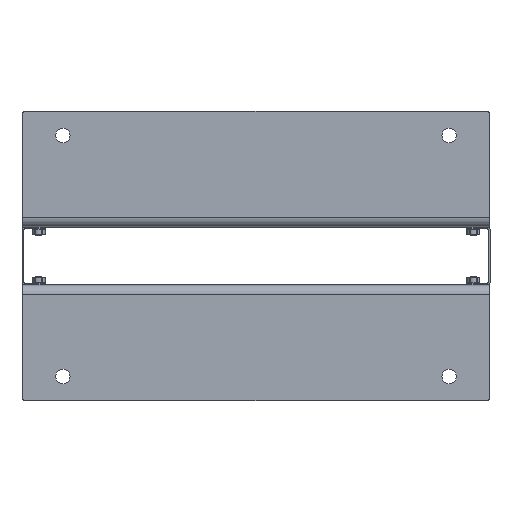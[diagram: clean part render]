
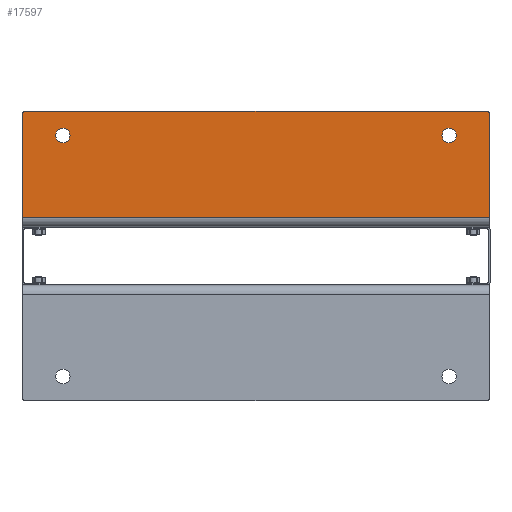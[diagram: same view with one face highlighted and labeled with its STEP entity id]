
A CAD part, front view. The second image highlights one B-rep face of the part: STEP entity #17597.
In plain terms, the highlighted planar face has unit normal (0, -1, 0).
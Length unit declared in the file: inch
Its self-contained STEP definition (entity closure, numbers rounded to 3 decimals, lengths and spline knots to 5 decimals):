
#70 = CARTESIAN_POINT ( 'NONE',  ( 10.01673, 0., 4.75 ) ) ;
#234 = VERTEX_POINT ( 'NONE', #4450 ) ;
#314 = CARTESIAN_POINT ( 'NONE',  ( 11.93799, 0., 6. ) ) ;
#458 = CARTESIAN_POINT ( 'NONE',  ( -10.01673, 0., 4.75 ) ) ;
#534 = DIRECTION ( 'NONE',  ( 0., 0., -1. ) ) ;
#547 = VERTEX_POINT ( 'NONE', #22887 ) ;
#664 = ORIENTED_EDGE ( 'NONE', *, *, #17881, .T. ) ;
#973 = CARTESIAN_POINT ( 'NONE',  ( 10.01673, 0., 4.375 ) ) ;
#1354 = PLANE ( 'NONE',  #17641 ) ;
#1647 = CARTESIAN_POINT ( 'NONE',  ( 11.93799, 0., 5.80315 ) ) ;
#2076 = AXIS2_PLACEMENT_3D ( 'NONE', #19571, #6562, #534 ) ;
#2428 = CARTESIAN_POINT ( 'NONE',  ( -12.13484, 0., 0.51181 ) ) ;
#2764 = DIRECTION ( 'NONE',  ( 0., 0., 1. ) ) ;
#3149 = VERTEX_POINT ( 'NONE', #7846 ) ;
#3348 = EDGE_CURVE ( 'NONE', #3149, #26728, #24865, .T. ) ;
#4190 = AXIS2_PLACEMENT_3D ( 'NONE', #25051, #12757, #6180 ) ;
#4221 = ORIENTED_EDGE ( 'NONE', *, *, #19741, .T. ) ;
#4450 = CARTESIAN_POINT ( 'NONE',  ( -12.13484, 0., 5.80315 ) ) ;
#4530 = DIRECTION ( 'NONE',  ( 0., 1., 0. ) ) ;
#4767 = EDGE_CURVE ( 'NONE', #234, #9084, #17274, .T. ) ;
#5012 = ORIENTED_EDGE ( 'NONE', *, *, #5072, .F. ) ;
#5072 = EDGE_CURVE ( 'NONE', #9084, #19727, #13164, .T. ) ;
#5111 = DIRECTION ( 'NONE',  ( 1., 0., 0. ) ) ;
#5303 = CARTESIAN_POINT ( 'NONE',  ( 12.13484, 0., 0.19685 ) ) ;
#5429 = DIRECTION ( 'NONE',  ( 0., 0., -1. ) ) ;
#5596 = EDGE_CURVE ( 'NONE', #16390, #9181, #17281, .T. ) ;
#5841 = CARTESIAN_POINT ( 'NONE',  ( 12.13484, 0., 0. ) ) ;
#6180 = DIRECTION ( 'NONE',  ( 0., 0., 1. ) ) ;
#6517 = DIRECTION ( 'NONE',  ( 0., 0., 1. ) ) ;
#6562 = DIRECTION ( 'NONE',  ( 0., 1., 0. ) ) ;
#6976 = CARTESIAN_POINT ( 'NONE',  ( -11.93799, 0., 6. ) ) ;
#7127 = ORIENTED_EDGE ( 'NONE', *, *, #16868, .T. ) ;
#7846 = CARTESIAN_POINT ( 'NONE',  ( 12.13484, 0., 5.80315 ) ) ;
#8080 = CARTESIAN_POINT ( 'NONE',  ( -10.01673, 0., 5.125 ) ) ;
#8435 = EDGE_LOOP ( 'NONE', ( #664, #26164 ) ) ;
#8442 = EDGE_CURVE ( 'NONE', #234, #15493, #21451, .T. ) ;
#8494 = DIRECTION ( 'NONE',  ( 0., 1., 0. ) ) ;
#8661 = CIRCLE ( 'NONE', #4190, 0.375 ) ;
#8718 = DIRECTION ( 'NONE',  ( 0., 0., -1. ) ) ;
#8786 = AXIS2_PLACEMENT_3D ( 'NONE', #13675, #17610, #2764 ) ;
#9084 = VERTEX_POINT ( 'NONE', #6976 ) ;
#9138 = DIRECTION ( 'NONE',  ( 0., 0., 1. ) ) ;
#9181 = VERTEX_POINT ( 'NONE', #21668 ) ;
#9431 = CARTESIAN_POINT ( 'NONE',  ( -12.13484, 0., 0.51181 ) ) ;
#10208 = VECTOR ( 'NONE', #8718, 39.37008 ) ;
#10503 = ORIENTED_EDGE ( 'NONE', *, *, #4767, .F. ) ;
#12038 = ORIENTED_EDGE ( 'NONE', *, *, #18707, .T. ) ;
#12732 = AXIS2_PLACEMENT_3D ( 'NONE', #70, #17162, #6517 ) ;
#12757 = DIRECTION ( 'NONE',  ( 0., 1., 0. ) ) ;
#13164 = LINE ( 'NONE', #23628, #21294 ) ;
#13421 = VERTEX_POINT ( 'NONE', #8080 ) ;
#13675 = CARTESIAN_POINT ( 'NONE',  ( 10.01673, 0., 4.75 ) ) ;
#13686 = CARTESIAN_POINT ( 'NONE',  ( 12.13484, 0., 0.51181 ) ) ;
#15493 = VERTEX_POINT ( 'NONE', #9431 ) ;
#15745 = CARTESIAN_POINT ( 'NONE',  ( 12.13484, 0., 0.51181 ) ) ;
#16215 = DIRECTION ( 'NONE',  ( 0., 0., -1. ) ) ;
#16252 = ORIENTED_EDGE ( 'NONE', *, *, #22833, .F. ) ;
#16390 = VERTEX_POINT ( 'NONE', #973 ) ;
#16868 = EDGE_CURVE ( 'NONE', #15493, #26728, #22310, .T. ) ;
#17162 = DIRECTION ( 'NONE',  ( 0., 1., 0. ) ) ;
#17274 = CIRCLE ( 'NONE', #2076, 0.19685 ) ;
#17281 = CIRCLE ( 'NONE', #8786, 0.375 ) ;
#17348 = ORIENTED_EDGE ( 'NONE', *, *, #3348, .F. ) ;
#17597 = ADVANCED_FACE ( 'NONE', ( #20390, #20256, #18295 ), #1354, .T. ) ;
#17610 = DIRECTION ( 'NONE',  ( 0., 1., 0. ) ) ;
#17641 = AXIS2_PLACEMENT_3D ( 'NONE', #5841, #22351, #5429 ) ;
#17881 = EDGE_CURVE ( 'NONE', #9181, #16390, #23408, .T. ) ;
#18295 = FACE_BOUND ( 'NONE', #27422, .T. ) ;
#18603 = AXIS2_PLACEMENT_3D ( 'NONE', #1647, #8494, #27521 ) ;
#18707 = EDGE_CURVE ( 'NONE', #547, #13421, #8661, .T. ) ;
#18898 = ORIENTED_EDGE ( 'NONE', *, *, #8442, .T. ) ;
#19312 = DIRECTION ( 'NONE',  ( 1., 0., 0. ) ) ;
#19571 = CARTESIAN_POINT ( 'NONE',  ( -11.93799, 0., 5.80315 ) ) ;
#19727 = VERTEX_POINT ( 'NONE', #314 ) ;
#19741 = EDGE_CURVE ( 'NONE', #13421, #547, #26519, .T. ) ;
#20256 = FACE_BOUND ( 'NONE', #8435, .T. ) ;
#20390 = FACE_OUTER_BOUND ( 'NONE', #24390, .T. ) ;
#20696 = VECTOR ( 'NONE', #5111, 39.37008 ) ;
#20827 = CIRCLE ( 'NONE', #18603, 0.19685 ) ;
#21294 = VECTOR ( 'NONE', #19312, 39.37008 ) ;
#21451 = LINE ( 'NONE', #2428, #10208 ) ;
#21668 = CARTESIAN_POINT ( 'NONE',  ( 10.01673, 0., 5.125 ) ) ;
#22310 = LINE ( 'NONE', #15745, #20696 ) ;
#22351 = DIRECTION ( 'NONE',  ( 0., -1., 0. ) ) ;
#22548 = VECTOR ( 'NONE', #16215, 39.37008 ) ;
#22833 = EDGE_CURVE ( 'NONE', #19727, #3149, #20827, .T. ) ;
#22887 = CARTESIAN_POINT ( 'NONE',  ( -10.01673, 0., 4.375 ) ) ;
#23408 = CIRCLE ( 'NONE', #12732, 0.375 ) ;
#23628 = CARTESIAN_POINT ( 'NONE',  ( 12.13484, 0., 6. ) ) ;
#23837 = AXIS2_PLACEMENT_3D ( 'NONE', #458, #4530, #9138 ) ;
#24390 = EDGE_LOOP ( 'NONE', ( #18898, #7127, #17348, #16252, #5012, #10503 ) ) ;
#24865 = LINE ( 'NONE', #5303, #22548 ) ;
#25051 = CARTESIAN_POINT ( 'NONE',  ( -10.01673, 0., 4.75 ) ) ;
#26164 = ORIENTED_EDGE ( 'NONE', *, *, #5596, .T. ) ;
#26519 = CIRCLE ( 'NONE', #23837, 0.375 ) ;
#26728 = VERTEX_POINT ( 'NONE', #13686 ) ;
#27422 = EDGE_LOOP ( 'NONE', ( #4221, #12038 ) ) ;
#27521 = DIRECTION ( 'NONE',  ( 0., 0., 1. ) ) ;
